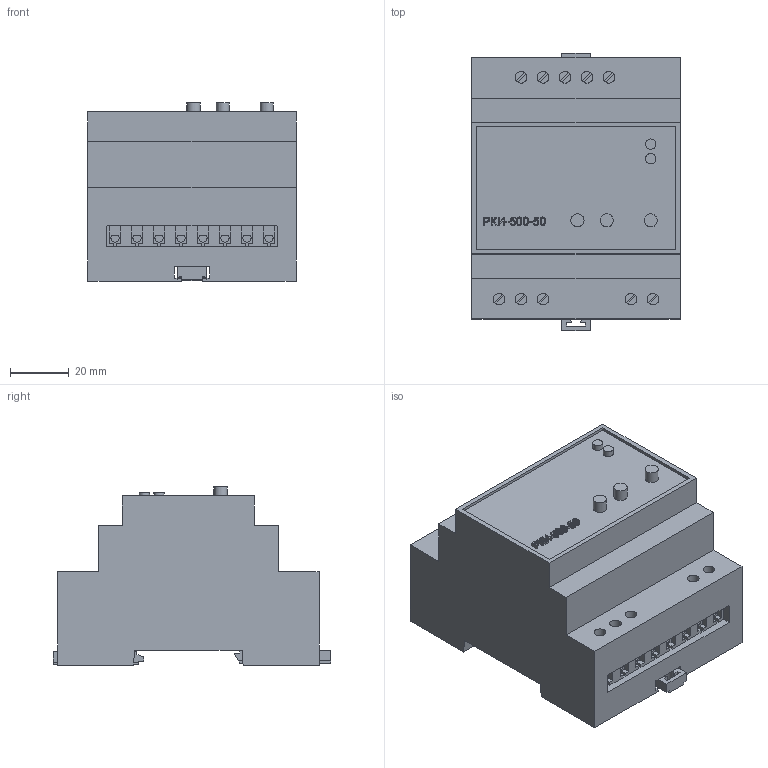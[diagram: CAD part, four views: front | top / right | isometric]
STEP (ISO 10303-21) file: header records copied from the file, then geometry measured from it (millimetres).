
FILE_DESCRIPTION(('STEP AP214'), '1');
FILE_NAME('ﾐﾊﾈ-500-50', '', ('UNSPECIFIED'), ('UNSPECIFIED'), 'ASCON STEP Converter 1.3', 'ASCON Math Kernel', '');
FILE_SCHEMA(('AUTOMOTIVE_DESIGN { 1 0 10303 214 3 1 1}'));
Length unit declared in the file: millimetre
Products named in the file (1): 玹襖.991002.012
Bounding box: 71 x 94.7 x 60.79 mm (x, y, z)
Volume: 61742.2 mm3; surface area: 65635.9 mm2
Topology: 2 solids, 9 shells, 874 faces, 2420 edges, 1612 vertices
Faces by surface type: plane 468, cylinder 406
Full cylindrical faces by diameter (mm): 3.5 x2, 4 x10, 4.5 x3
Entity records: 35105 total; most frequent: DIRECTION 5007, CARTESIAN_POINT 4892, ORIENTED_EDGE 4810, EDGE_CURVE 2405, AXIS2_PLACEMENT_3D 1727, VERTEX_POINT 1612, LINE 1553, VECTOR 1553
